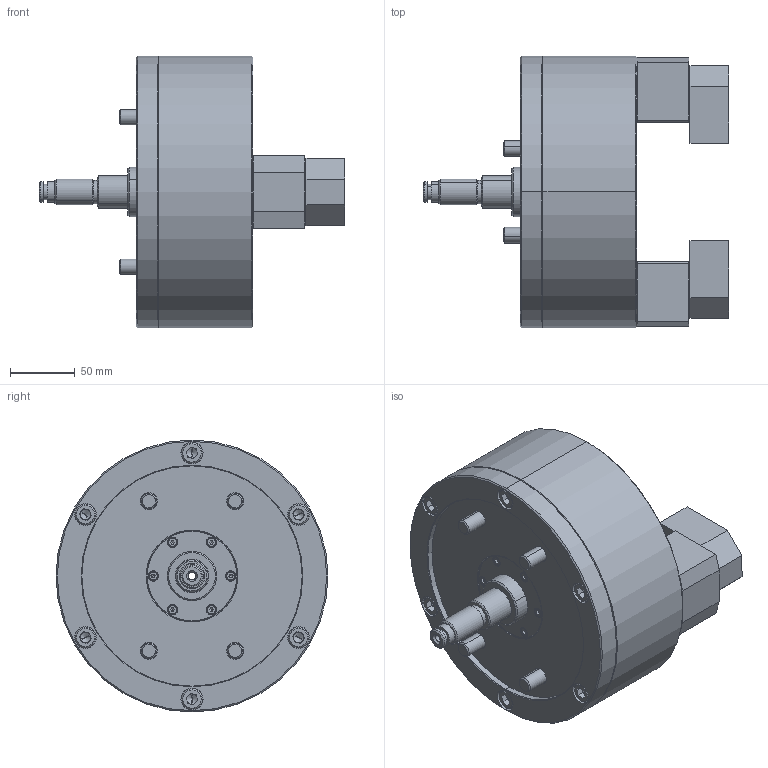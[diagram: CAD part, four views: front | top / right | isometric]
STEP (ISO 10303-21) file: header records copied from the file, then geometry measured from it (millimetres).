
FILE_DESCRIPTION (( 'STEP AP203' ), '1' );
FILE_NAME ('2J-08 ¥~Æ[¹Ï.STEP', '2016-04-28T07:19:04', ( 'temp' ), ( '' ), 'SwSTEP 2.0', 'SolidWorks 2015', '' );
FILE_SCHEMA (( 'CONFIG_CONTROL_DESIGN' ));
Length unit declared in the file: millimetre
Products named in the file (12): M10x25L_B18.3.1M - 10 x 1.5 x 25 Hex SHCS -- 25CHX; 2J-08本體; M12x30L_B18.3.1M - 12 x 1.75 x 30 Hex SHCS -- 30CHX; M12x90L_B18.3.1M - 12 x 1.75 x 90 Hex SHCS -- 36CHX; 3J-08下拉柱; 2J-08 外觀圖; 3J-08下拉柱座; 3J-08生爪; 2J-08法蘭蓋; 3J-08連結桿螺栓; 3J-08連結桿襯套; M4x12L_B18.3.1M - 4 x 0.7 x 12 Hex SHCS -- 12CHX
Assembly tree (28 placements, depth 2):
  2J-08 外觀圖
    2J-08本體
    3J-08下拉柱  x2
    3J-08下拉柱座  x2
    3J-08生爪  x2
    2J-08法蘭蓋
    3J-08連結桿螺栓
    3J-08連結桿襯套
    M4x12L_B18.3.1M - 4 x 0.7 x 12 Hex SHCS -- 12CHX  x6
    M10x25L_B18.3.1M - 10 x 1.5 x 25 Hex SHCS -- 25CHX  x6
    M12x30L_B18.3.1M - 12 x 1.75 x 30 Hex SHCS -- 30CHX  x2
    M12x90L_B18.3.1M - 12 x 1.75 x 90 Hex SHCS -- 36CHX  x4
Bounding box: 236 x 210 x 210 mm (x, y, z)
Volume: 2532086.5 mm3; surface area: 396347.9 mm2
Topology: 28 solids, 28 shells, 902 faces, 1976 edges, 1168 vertices
Faces by surface type: plane 374, cylinder 290, cone 196, torus 42
Entity records: 14900 total; most frequent: DIRECTION 2580, CARTESIAN_POINT 2162, ORIENTED_EDGE 2040, AXIS2_PLACEMENT_3D 1055, EDGE_CURVE 1020, VERTEX_POINT 637, EDGE_LOOP 607, CIRCLE 550
